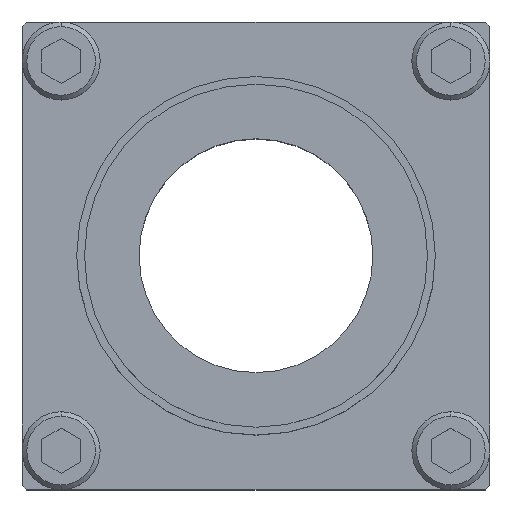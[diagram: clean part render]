
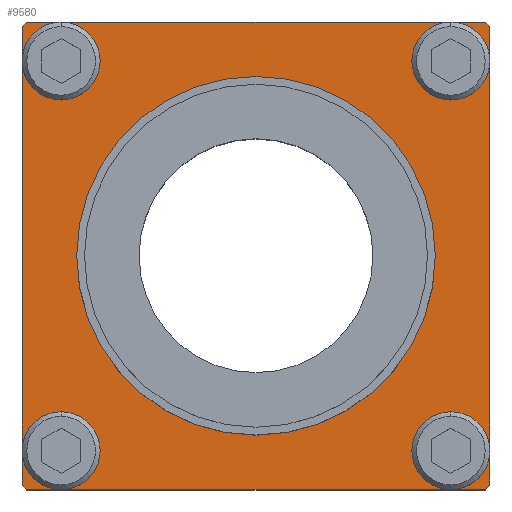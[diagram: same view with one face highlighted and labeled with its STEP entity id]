
A CAD part, top view. The second image highlights one B-rep face of the part: STEP entity #9580.
In plain terms, the highlighted planar face has unit normal (0, 0, 1).
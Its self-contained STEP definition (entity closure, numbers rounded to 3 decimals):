
#5060=CARTESIAN_POINT('',(28.1,-25.,33.));
#5070=VERTEX_POINT('',#5060);
#5230=CARTESIAN_POINT('',(21.9,-25.,33.));
#5240=VERTEX_POINT('',#5230);
#5270=CARTESIAN_POINT('',(25.,-25.,33.));
#5280=DIRECTION('',(0.,0.,1.));
#5290=DIRECTION('',(-1.,0.,0.));
#5300=AXIS2_PLACEMENT_3D('',#5270,#5280,#5290);
#5310=CIRCLE('',#5300,3.1);
#5320=EDGE_CURVE('',#5070,#5240,#5310,.T.);
#5480=CARTESIAN_POINT('',(-21.9,-25.,33.));
#5490=VERTEX_POINT('',#5480);
#5650=CARTESIAN_POINT('',(-28.1,-25.,33.));
#5660=VERTEX_POINT('',#5650);
#5690=CARTESIAN_POINT('',(-25.,-25.,33.));
#5700=DIRECTION('',(0.,0.,1.));
#5710=DIRECTION('',(-1.,0.,0.));
#5720=AXIS2_PLACEMENT_3D('',#5690,#5700,#5710);
#5730=CIRCLE('',#5720,3.1);
#5740=EDGE_CURVE('',#5490,#5660,#5730,.T.);
#5900=CARTESIAN_POINT('',(28.1,25.,33.));
#5910=VERTEX_POINT('',#5900);
#6070=CARTESIAN_POINT('',(21.9,25.,33.));
#6080=VERTEX_POINT('',#6070);
#6110=CARTESIAN_POINT('',(25.,25.,33.));
#6120=DIRECTION('',(0.,0.,1.));
#6130=DIRECTION('',(-1.,0.,0.));
#6140=AXIS2_PLACEMENT_3D('',#6110,#6120,#6130);
#6150=CIRCLE('',#6140,3.1);
#6160=EDGE_CURVE('',#5910,#6080,#6150,.T.);
#6320=CARTESIAN_POINT('',(-21.9,25.,33.));
#6330=VERTEX_POINT('',#6320);
#6490=CARTESIAN_POINT('',(-28.1,25.,33.));
#6500=VERTEX_POINT('',#6490);
#6530=CARTESIAN_POINT('',(-25.,25.,33.));
#6540=DIRECTION('',(0.,0.,1.));
#6550=DIRECTION('',(-1.,0.,0.));
#6560=AXIS2_PLACEMENT_3D('',#6530,#6540,#6550);
#6570=CIRCLE('',#6560,3.1);
#6580=EDGE_CURVE('',#6330,#6500,#6570,.T.);
#6680=CARTESIAN_POINT('',(0.,-30.,33.));
#6690=DIRECTION('',(-1.,0.,0.));
#6700=VECTOR('',#6690,1.);
#6710=LINE('',#6680,#6700);
#6720=CARTESIAN_POINT('',(29.394,-30.,33.));
#6730=VERTEX_POINT('',#6720);
#6740=CARTESIAN_POINT('',(-29.394,-30.,33.));
#6750=VERTEX_POINT('',#6740);
#6760=EDGE_CURVE('',#6730,#6750,#6710,.T.);
#7080=CARTESIAN_POINT('',(-30.,0.,33.));
#7090=DIRECTION('',(0.,1.,0.));
#7100=VECTOR('',#7090,1.);
#7110=LINE('',#7080,#7100);
#7120=CARTESIAN_POINT('',(-30.,-29.394,33.));
#7130=VERTEX_POINT('',#7120);
#7140=CARTESIAN_POINT('',(-30.,29.394,33.));
#7150=VERTEX_POINT('',#7140);
#7160=EDGE_CURVE('',#7130,#7150,#7110,.T.);
#7540=CARTESIAN_POINT('',(-29.394,30.,33.));
#7550=VERTEX_POINT('',#7540);
#7580=CARTESIAN_POINT('',(0.,0.,33.)
);
#7590=DIRECTION('',(0.,0.,1.));
#7600=DIRECTION('',(0.,1.,0.));
#7610=AXIS2_PLACEMENT_3D('',#7580,#7590,#7600);
#7620=CIRCLE('',#7610,42.);
#7630=EDGE_CURVE('',#7550,#7150,#7620,.T.);
#7930=CARTESIAN_POINT('',(29.394,30.,33.));
#7940=VERTEX_POINT('',#7930);
#7970=CARTESIAN_POINT('',(0.,30.,33.));
#7980=DIRECTION('',(1.,0.,0.));
#7990=VECTOR('',#7980,1.);
#8000=LINE('',#7970,#7990);
#8010=EDGE_CURVE('',#7550,#7940,#8000,.T.);
#8520=CARTESIAN_POINT('',(0.,23.,33.));
#8530=VERTEX_POINT('',#8520);
#8610=CARTESIAN_POINT('',(0.,-23.,33.));
#8620=VERTEX_POINT('',#8610);
#8650=CARTESIAN_POINT('',(0.,0.,33.));
#8660=DIRECTION('',(0.,0.,1.));
#8670=DIRECTION('',(0.,-1.,0.));
#8680=AXIS2_PLACEMENT_3D('',#8650,#8660,#8670);
#8690=CIRCLE('',#8680,23.);
#8700=EDGE_CURVE('',#8530,#8620,#8690,.T.);
#8940=CARTESIAN_POINT('',(30.,-29.394,33.));
#8950=VERTEX_POINT('',#8940);
#8980=CARTESIAN_POINT('',(30.,0.,33.));
#8990=DIRECTION('',(0.,-1.,0.));
#9000=VECTOR('',#8990,1.);
#9010=LINE('',#8980,#9000);
#9020=CARTESIAN_POINT('',(30.,29.394,33.));
#9030=VERTEX_POINT('',#9020);
#9040=EDGE_CURVE('',#9030,#8950,#9010,.T.);
#9150=CARTESIAN_POINT('',(11.654,12.808,33.));
#9160=DIRECTION('',(0.,0.,-1.));
#9170=DIRECTION('',(0.836,0.548,0.));
#9180=AXIS2_PLACEMENT_3D('',#9150,#9160,#9170);
#9190=PLANE('',#9180);
#9200=EDGE_CURVE('',#6080,#5910,#6150,.T.);
#9210=ORIENTED_EDGE('',*,*,#9200,.F.);
#9220=ORIENTED_EDGE('',*,*,#6160,.F.);
#9230=EDGE_LOOP('',(#9220,#9210));
#9240=FACE_BOUND('',#9230,.T.);
#9250=EDGE_CURVE('',#6500,#6330,#6570,.T.);
#9260=ORIENTED_EDGE('',*,*,#9250,.F.);
#9270=ORIENTED_EDGE('',*,*,#6580,.F.);
#9280=EDGE_LOOP('',(#9270,#9260));
#9290=FACE_BOUND('',#9280,.T.);
#9300=EDGE_CURVE('',#5240,#5070,#5310,.T.);
#9310=ORIENTED_EDGE('',*,*,#9300,.F.);
#9320=ORIENTED_EDGE('',*,*,#5320,.F.);
#9330=EDGE_LOOP('',(#9320,#9310));
#9340=FACE_BOUND('',#9330,.T.);
#9350=EDGE_CURVE('',#5660,#5490,#5730,.T.);
#9360=ORIENTED_EDGE('',*,*,#9350,.F.);
#9370=ORIENTED_EDGE('',*,*,#5740,.F.);
#9380=EDGE_LOOP('',(#9370,#9360));
#9390=FACE_BOUND('',#9380,.T.);
#9400=EDGE_CURVE('',#8620,#8530,#8690,.T.);
#9410=ORIENTED_EDGE('',*,*,#9400,.F.);
#9420=ORIENTED_EDGE('',*,*,#8700,.F.);
#9430=EDGE_LOOP('',(#9420,#9410));
#9440=FACE_BOUND('',#9430,.T.);
#9450=ORIENTED_EDGE('',*,*,#8010,.F.);
#9460=EDGE_CURVE('',#9030,#7940,#7620,.T.);
#9470=ORIENTED_EDGE('',*,*,#9460,.T.);
#9480=ORIENTED_EDGE('',*,*,#9040,.F.);
#9490=EDGE_CURVE('',#6730,#8950,#7620,.T.);
#9500=ORIENTED_EDGE('',*,*,#9490,.T.);
#9510=ORIENTED_EDGE('',*,*,#6760,.F.);
#9520=EDGE_CURVE('',#7130,#6750,#7620,.T.);
#9530=ORIENTED_EDGE('',*,*,#9520,.T.);
#9540=ORIENTED_EDGE('',*,*,#7160,.F.);
#9550=ORIENTED_EDGE('',*,*,#7630,.T.);
#9560=EDGE_LOOP('',(#9550,#9540,#9530,#9510,#9500,#9480,#9470,#9450));
#9570=FACE_OUTER_BOUND('',#9560,.T.);
#9580=ADVANCED_FACE('',(#9240,#9290,#9340,#9390,#9440,#9570),#9190,.F.);
